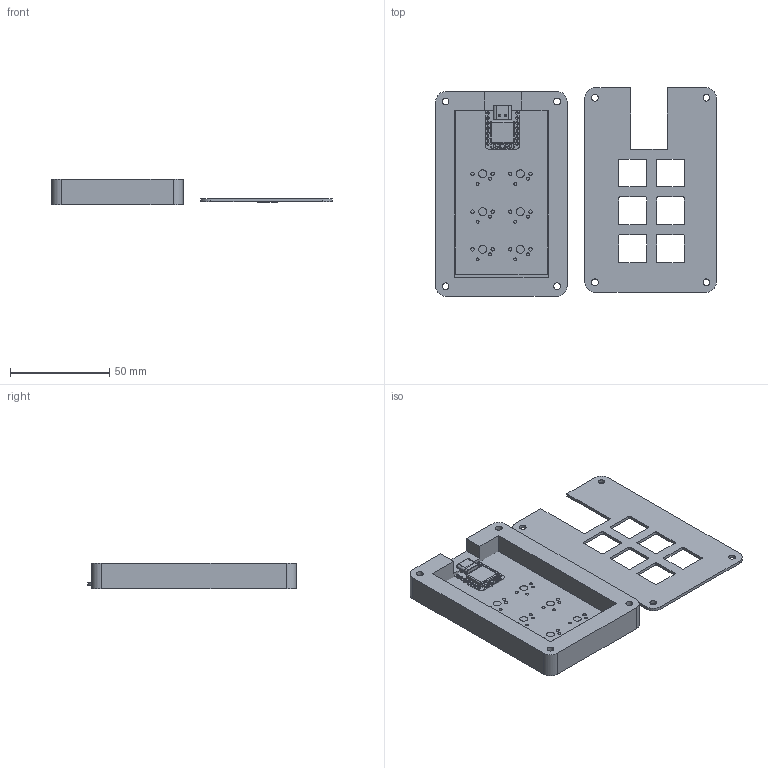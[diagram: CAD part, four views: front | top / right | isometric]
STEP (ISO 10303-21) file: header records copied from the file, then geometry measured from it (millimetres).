
FILE_DESCRIPTION(/* description */ (''),/* implementation_level */ '2;1');
FILE_NAME(/* name */ 'MacroPad.step',/* time_stamp */ '2025-12-01T17:41:35+01:00',/* author */ (''),/* organization */ (''),/* preprocessor_version */ 'ST-DEVELOPER v20.1',/* originating_system */ 'Autodesk Translation Framework v14.21.0.0',/* authorisation */ '');
FILE_SCHEMA (('AUTOMOTIVE_DESIGN { 1 0 10303 214 3 1 1 }'));
Length unit declared in the file: millimetre
Products named in the file (12): MacroPad; Aloys macro controller; main; type-c v2; smd_button v3; SK6805-2.4x2.7 v1; Shell; DOUT; DIN; VSS; VDD; smd_button v3(Mirror)
Assembly tree (11 placements, depth 4):
  MacroPad
    Aloys macro controller
    main
      type-c v2
      smd_button v3
      SK6805-2.4x2.7 v1
        Shell
        DOUT
        DIN
        VSS
        VDD
      smd_button v3(Mirror)
Bounding box: 141.4 x 105.02 x 13 mm (x, y, z)
Volume: 60640.8 mm3; surface area: 42323.9 mm2
Topology: 50 solids, 50 shells, 1246 faces, 3277 edges, 2146 vertices
Faces by surface type: plane 748, cylinder 263, bspline 207, torus 12, sphere 10, cone 6
Full cylindrical faces by diameter (mm): 0.4 x1, 0.5 x2, 0.8 x14, 0.889 x14, 1.5 x14, 1.7 x12, 2 x1, 3.4 x8, 4 x6, 6 x4
Entity records: 40939 total; most frequent: CARTESIAN_POINT 10303, ORIENTED_EDGE 6538, DIRECTION 5527, EDGE_CURVE 3269, LINE 2309, VECTOR 2309, VERTEX_POINT 2146, AXIS2_PLACEMENT_3D 1609
